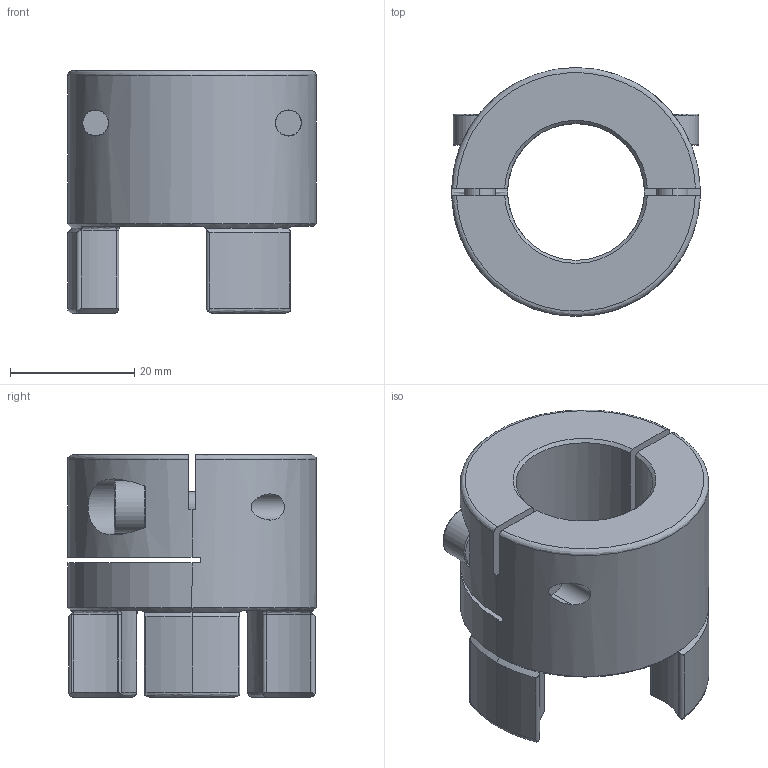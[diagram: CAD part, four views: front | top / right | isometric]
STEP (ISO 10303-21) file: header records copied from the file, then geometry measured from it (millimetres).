
FILE_DESCRIPTION (( 'STEP AP203' ), '1' );
FILE_NAME ('SJCB-40C-22.step', '2021-04-19T11:59:31', ( '' ), ( '' ), 'SwSTEP 2.0', 'SolidWorks 2021', '' );
FILE_SCHEMA (( 'CONFIG_CONTROL_DESIGN' ));
Length unit declared in the file: inch
Products named in the file (1): SJCB-40C-22
Bounding box: 40 x 40 x 39 mm (x, y, z)
Volume: 24375.2 mm3; surface area: 11018.5 mm2
Topology: 3 solids, 3 shells, 186 faces, 465 edges, 286 vertices
Faces by surface type: cylinder 70, plane 50, cone 28, bspline 26, torus 12
Entity records: 6952 total; most frequent: CARTESIAN_POINT 2675, ORIENTED_EDGE 922, DIRECTION 829, EDGE_CURVE 461, AXIS2_PLACEMENT_3D 338, VERTEX_POINT 286, EDGE_LOOP 201, ADVANCED_FACE 186
